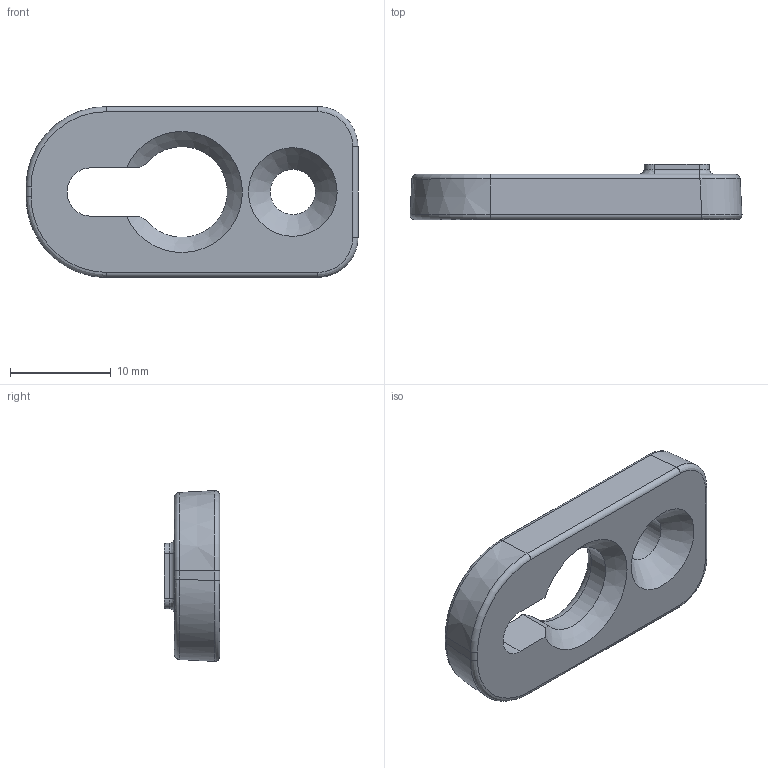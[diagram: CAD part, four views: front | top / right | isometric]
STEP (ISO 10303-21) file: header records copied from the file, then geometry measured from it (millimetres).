
FILE_DESCRIPTION(/* description */ (''),/* implementation_level */ '2;1');
FILE_NAME(/* name */ 'Wall Mount Foot.stp',/* time_stamp */ '2020-07-23T08:03:43-04:00',/* author */ ('mbeerman'),/* organization */ (''),/* preprocessor_version */ 'ST-DEVELOPER v18.1',/* originating_system */ 'Autodesk Inventor 2020',/* authorisation */ '');
FILE_SCHEMA (('AUTOMOTIVE_DESIGN { 1 0 10303 214 3 1 1 }'));
Length unit declared in the file: millimetre
Products named in the file (1): Wall Mount Foot
Bounding box: 32.94 x 5.5 x 16.94 mm (x, y, z)
Volume: 1741.1 mm3; surface area: 1407.6 mm2
Topology: 1 solids, 1 shells, 57 faces, 140 edges, 86 vertices
Faces by surface type: cylinder 24, plane 16, bspline 10, torus 4, cone 3
Full cylindrical faces by diameter (mm): 4.5 x1
Entity records: 1979 total; most frequent: CARTESIAN_POINT 580, DIRECTION 296, ORIENTED_EDGE 280, EDGE_CURVE 140, AXIS2_PLACEMENT_3D 118, VERTEX_POINT 86, EDGE_LOOP 62, LINE 60
